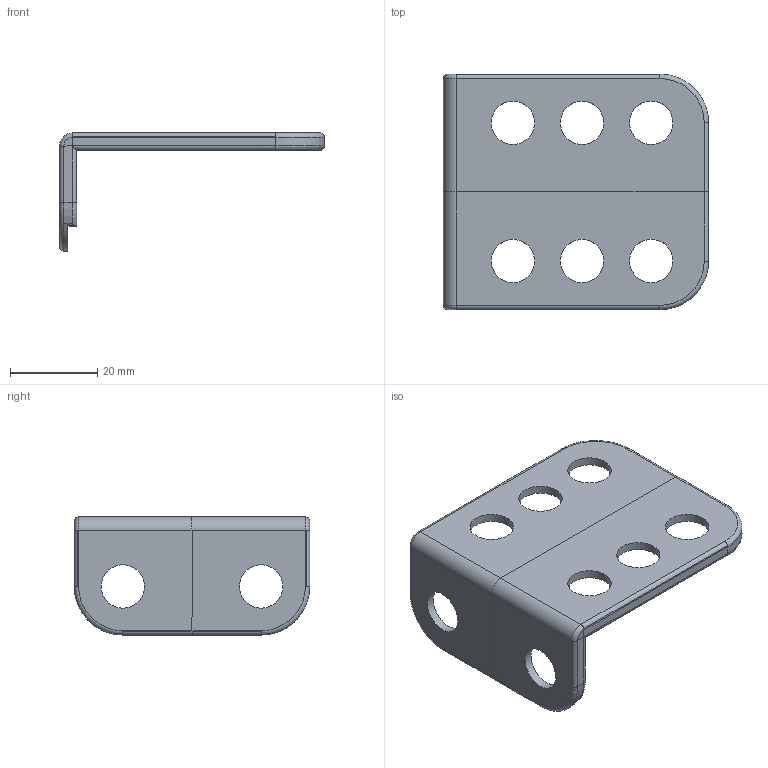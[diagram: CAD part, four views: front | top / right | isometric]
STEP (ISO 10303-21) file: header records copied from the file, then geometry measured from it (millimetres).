
FILE_DESCRIPTION((''),'2;1');
FILE_NAME('NB8.stp','2020-04-21T00:50:48',(''),(''),'AutoCAD STEP 2000i','AutoCAD 2000i',', , ');
FILE_SCHEMA(('CONFIG_CONTROL_DESIGN'));
Length unit declared in the file: millimetre
Products named in the file (2): NB8; PART1
Assembly tree (1 placements, depth 2):
  NB8
    PART1
Bounding box: 60.67 x 53.9 x 27.02 mm (x, y, z)
Volume: 11626.1 mm3; surface area: 9382.3 mm2
Topology: 1 solids, 1 shells, 116 faces, 309 edges, 197 vertices
Faces by surface type: cylinder 44, plane 38, bspline 34
Entity records: 8005 total; most frequent: CARTESIAN_POINT 5240, ORIENTED_EDGE 618, DIRECTION 471, EDGE_CURVE 309, VERTEX_POINT 197, AXIS2_PLACEMENT_3D 174, EDGE_LOOP 134, VECTOR 123
